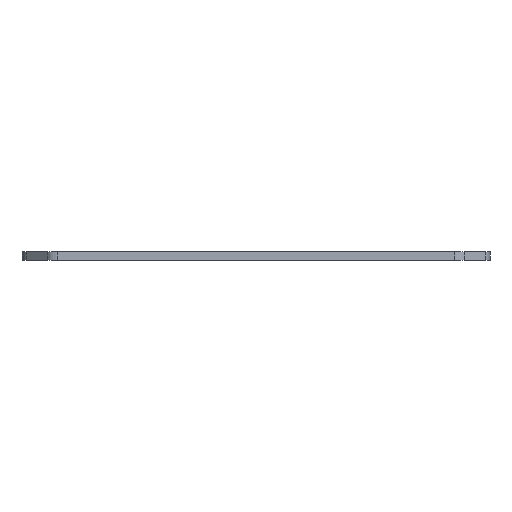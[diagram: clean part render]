
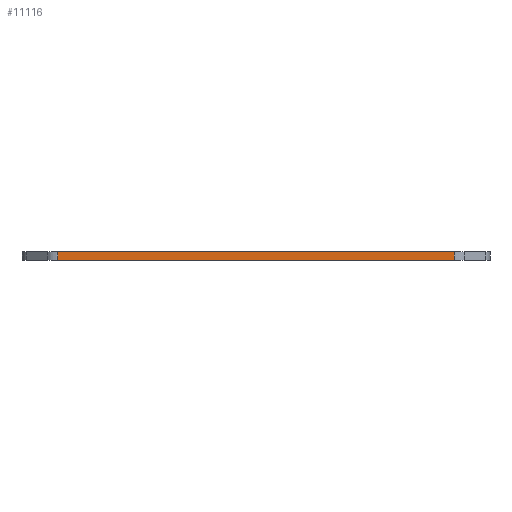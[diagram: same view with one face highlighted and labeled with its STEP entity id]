
A CAD part, left-side view. The second image highlights one B-rep face of the part: STEP entity #11116.
In plain terms, the highlighted planar face has unit normal (-1, 0, 0).
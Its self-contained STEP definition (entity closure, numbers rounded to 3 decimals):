
#83 = PLANE('',#84);
#84 = AXIS2_PLACEMENT_3D('',#85,#86,#87);
#85 = CARTESIAN_POINT('',(136.518,-69.849,1.6));
#86 = DIRECTION('',(-0.,-0.,-1.));
#87 = DIRECTION('',(-1.,0.,0.));
#137 = PLANE('',#138);
#138 = AXIS2_PLACEMENT_3D('',#139,#140,#141);
#139 = CARTESIAN_POINT('',(136.518,-69.849,0.));
#140 = DIRECTION('',(-0.,-0.,-1.));
#141 = DIRECTION('',(-1.,0.,0.));
#650 = VERTEX_POINT('',#651);
#651 = CARTESIAN_POINT('',(30.14,-107.675,0.));
#670 = CYLINDRICAL_SURFACE('',#671,2.675);
#671 = AXIS2_PLACEMENT_3D('',#672,#673,#674);
#672 = CARTESIAN_POINT('',(32.815,-107.675,0.));
#673 = DIRECTION('',(-0.,-0.,-1.));
#674 = DIRECTION('',(1.,0.,-0.));
#682 = EDGE_CURVE('',#650,#683,#685,.T.);
#683 = VERTEX_POINT('',#684);
#684 = CARTESIAN_POINT('',(30.139,-32.038,0.));
#685 = SURFACE_CURVE('',#686,(#690,#697),.PCURVE_S1.);
#686 = LINE('',#687,#688);
#687 = CARTESIAN_POINT('',(30.14,-107.675,0.));
#688 = VECTOR('',#689,1.);
#689 = DIRECTION('',(0.,1.,0.));
#690 = PCURVE('',#137,#691);
#691 = DEFINITIONAL_REPRESENTATION('',(#692),#696);
#692 = LINE('',#693,#694);
#693 = CARTESIAN_POINT('',(106.378,-37.826));
#694 = VECTOR('',#695,1.);
#695 = DIRECTION('',(0.,1.));
#696 = ( GEOMETRIC_REPRESENTATION_CONTEXT(2) 
PARAMETRIC_REPRESENTATION_CONTEXT() REPRESENTATION_CONTEXT('2D SPACE',''
  ) );
#697 = PCURVE('',#698,#703);
#698 = PLANE('',#699);
#699 = AXIS2_PLACEMENT_3D('',#700,#701,#702);
#700 = CARTESIAN_POINT('',(30.14,-107.675,0.));
#701 = DIRECTION('',(-1.,0.,0.));
#702 = DIRECTION('',(0.,1.,0.));
#703 = DEFINITIONAL_REPRESENTATION('',(#704),#708);
#704 = LINE('',#705,#706);
#705 = CARTESIAN_POINT('',(0.,0.));
#706 = VECTOR('',#707,1.);
#707 = DIRECTION('',(1.,0.));
#708 = ( GEOMETRIC_REPRESENTATION_CONTEXT(2) 
PARAMETRIC_REPRESENTATION_CONTEXT() REPRESENTATION_CONTEXT('2D SPACE',''
  ) );
#731 = CYLINDRICAL_SURFACE('',#732,2.675);
#732 = AXIS2_PLACEMENT_3D('',#733,#734,#735);
#733 = CARTESIAN_POINT('',(32.814,-32.038,0.));
#734 = DIRECTION('',(-0.,-0.,-1.));
#735 = DIRECTION('',(1.,0.,-0.));
#6149 = VERTEX_POINT('',#6150);
#6150 = CARTESIAN_POINT('',(30.14,-107.675,1.6));
#6176 = EDGE_CURVE('',#6149,#6177,#6179,.T.);
#6177 = VERTEX_POINT('',#6178);
#6178 = CARTESIAN_POINT('',(30.139,-32.038,1.6));
#6179 = SURFACE_CURVE('',#6180,(#6184,#6191),.PCURVE_S1.);
#6180 = LINE('',#6181,#6182);
#6181 = CARTESIAN_POINT('',(30.14,-107.675,1.6));
#6182 = VECTOR('',#6183,1.);
#6183 = DIRECTION('',(0.,1.,0.));
#6184 = PCURVE('',#83,#6185);
#6185 = DEFINITIONAL_REPRESENTATION('',(#6186),#6190);
#6186 = LINE('',#6187,#6188);
#6187 = CARTESIAN_POINT('',(106.378,-37.826));
#6188 = VECTOR('',#6189,1.);
#6189 = DIRECTION('',(0.,1.));
#6190 = ( GEOMETRIC_REPRESENTATION_CONTEXT(2) 
PARAMETRIC_REPRESENTATION_CONTEXT() REPRESENTATION_CONTEXT('2D SPACE',''
  ) );
#6191 = PCURVE('',#698,#6192);
#6192 = DEFINITIONAL_REPRESENTATION('',(#6193),#6197);
#6193 = LINE('',#6194,#6195);
#6194 = CARTESIAN_POINT('',(0.,-1.6));
#6195 = VECTOR('',#6196,1.);
#6196 = DIRECTION('',(1.,0.));
#6197 = ( GEOMETRIC_REPRESENTATION_CONTEXT(2) 
PARAMETRIC_REPRESENTATION_CONTEXT() REPRESENTATION_CONTEXT('2D SPACE',''
  ) );
#11068 = EDGE_CURVE('',#683,#6177,#11069,.T.);
#11069 = SURFACE_CURVE('',#11070,(#11074,#11081),.PCURVE_S1.);
#11070 = LINE('',#11071,#11072);
#11071 = CARTESIAN_POINT('',(30.139,-32.038,0.));
#11072 = VECTOR('',#11073,1.);
#11073 = DIRECTION('',(0.,0.,1.));
#11074 = PCURVE('',#731,#11075);
#11075 = DEFINITIONAL_REPRESENTATION('',(#11076),#11080);
#11076 = LINE('',#11077,#11078);
#11077 = CARTESIAN_POINT('',(-3.142,0.));
#11078 = VECTOR('',#11079,1.);
#11079 = DIRECTION('',(-0.,-1.));
#11080 = ( GEOMETRIC_REPRESENTATION_CONTEXT(2) 
PARAMETRIC_REPRESENTATION_CONTEXT() REPRESENTATION_CONTEXT('2D SPACE',''
  ) );
#11081 = PCURVE('',#698,#11082);
#11082 = DEFINITIONAL_REPRESENTATION('',(#11083),#11087);
#11083 = LINE('',#11084,#11085);
#11084 = CARTESIAN_POINT('',(75.637,0.));
#11085 = VECTOR('',#11086,1.);
#11086 = DIRECTION('',(0.,-1.));
#11087 = ( GEOMETRIC_REPRESENTATION_CONTEXT(2) 
PARAMETRIC_REPRESENTATION_CONTEXT() REPRESENTATION_CONTEXT('2D SPACE',''
  ) );
#11093 = EDGE_CURVE('',#650,#6149,#11094,.T.);
#11094 = SURFACE_CURVE('',#11095,(#11099,#11106),.PCURVE_S1.);
#11095 = LINE('',#11096,#11097);
#11096 = CARTESIAN_POINT('',(30.14,-107.675,0.));
#11097 = VECTOR('',#11098,1.);
#11098 = DIRECTION('',(0.,0.,1.));
#11099 = PCURVE('',#670,#11100);
#11100 = DEFINITIONAL_REPRESENTATION('',(#11101),#11105);
#11101 = LINE('',#11102,#11103);
#11102 = CARTESIAN_POINT('',(-3.142,0.));
#11103 = VECTOR('',#11104,1.);
#11104 = DIRECTION('',(-0.,-1.));
#11105 = ( GEOMETRIC_REPRESENTATION_CONTEXT(2) 
PARAMETRIC_REPRESENTATION_CONTEXT() REPRESENTATION_CONTEXT('2D SPACE',''
  ) );
#11106 = PCURVE('',#698,#11107);
#11107 = DEFINITIONAL_REPRESENTATION('',(#11108),#11112);
#11108 = LINE('',#11109,#11110);
#11109 = CARTESIAN_POINT('',(0.,0.));
#11110 = VECTOR('',#11111,1.);
#11111 = DIRECTION('',(0.,-1.));
#11112 = ( GEOMETRIC_REPRESENTATION_CONTEXT(2) 
PARAMETRIC_REPRESENTATION_CONTEXT() REPRESENTATION_CONTEXT('2D SPACE',''
  ) );
#11116 = ADVANCED_FACE('',(#11117),#698,.T.);
#11117 = FACE_BOUND('',#11118,.T.);
#11118 = EDGE_LOOP('',(#11119,#11120,#11121,#11122));
#11119 = ORIENTED_EDGE('',*,*,#11093,.T.);
#11120 = ORIENTED_EDGE('',*,*,#6176,.T.);
#11121 = ORIENTED_EDGE('',*,*,#11068,.F.);
#11122 = ORIENTED_EDGE('',*,*,#682,.F.);
